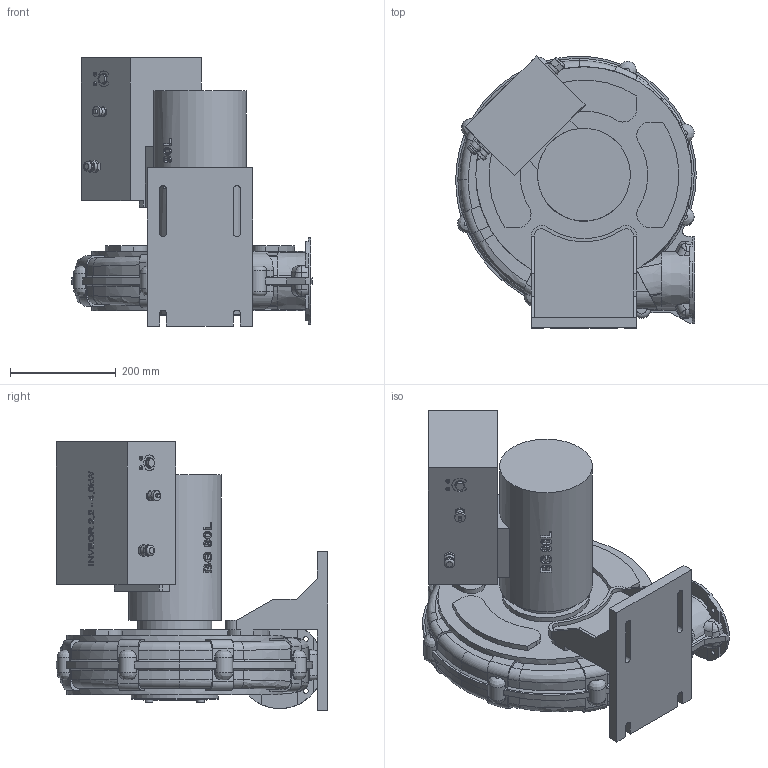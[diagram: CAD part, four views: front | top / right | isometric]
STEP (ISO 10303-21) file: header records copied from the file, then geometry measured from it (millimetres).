
FILE_DESCRIPTION((''),'2;1');
FILE_NAME('AttTemp.stp','2014-08-20T10:20:17',('luginsland'),(''),'Autodesk Inventor 2012','Autodesk Inventor 2012','');
FILE_SCHEMA(('CONFIG_CONTROL_DESIGN'));
Length unit declared in the file: millimetre
Products named in the file (1): 01-TB-23203
Bounding box: 456 x 515 x 508.7 mm (x, y, z)
Volume: 34949254.8 mm3; surface area: 1245365 mm2
Topology: 1 solids, 5 shells, 1011 faces, 2869 edges, 1946 vertices
Faces by surface type: plane 595, bspline 213, cylinder 153, torus 36, cone 14
Full cylindrical faces by diameter (mm): 6.65 x4, 7 x1, 9.5 x4, 14.4 x4, 16 x2, 20 x3, 24 x1, 100 x3, 120 x1, 140 x1, 164 x1, 165 x3, 176 x1, 410 x2
Entity records: 38506 total; most frequent: CARTESIAN_POINT 12920, ORIENTED_EDGE 5590, DIRECTION 4115, EDGE_CURVE 2795, VERTEX_POINT 1923, VECTOR 1621, LINE 1621, AXIS2_PLACEMENT_3D 1247
